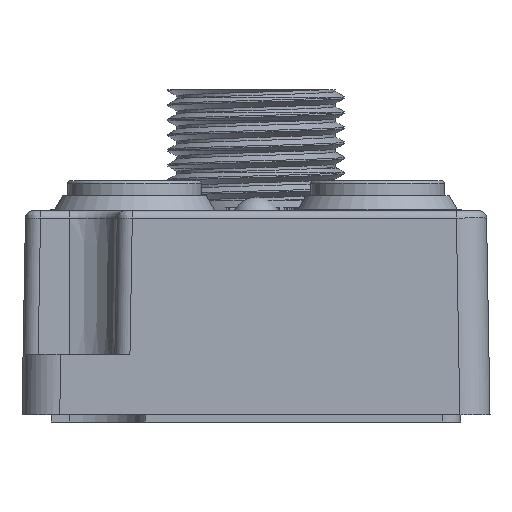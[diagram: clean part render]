
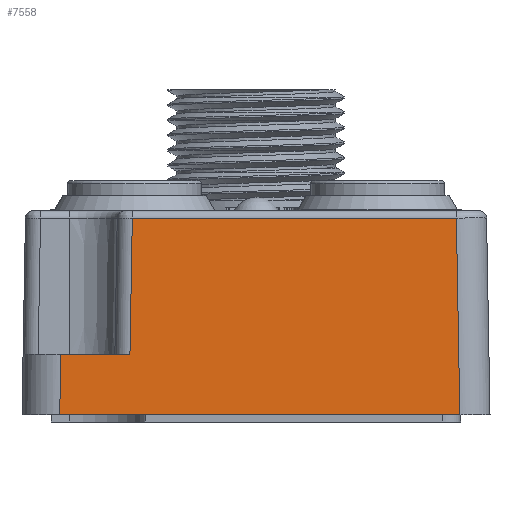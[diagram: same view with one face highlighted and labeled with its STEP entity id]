
A CAD part, front view. The second image highlights one B-rep face of the part: STEP entity #7558.
In plain terms, the highlighted planar face has unit normal (0, -1, 0.018).
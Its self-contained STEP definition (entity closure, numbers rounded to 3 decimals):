
#6573=FACE_OUTER_BOUND('',#12155,.T.);
#7558=ADVANCED_FACE('',(#6573),#8746,.T.);
#8746=PLANE('',#29960);
#12155=EDGE_LOOP('',(#15556,#15557,#15558,#15559,#15560,#15561));
#15556=ORIENTED_EDGE('',*,*,#23750,.T.);
#15557=ORIENTED_EDGE('',*,*,#23769,.T.);
#15558=ORIENTED_EDGE('',*,*,#23770,.T.);
#15559=ORIENTED_EDGE('',*,*,#22962,.F.);
#15560=ORIENTED_EDGE('',*,*,#23771,.T.);
#15561=ORIENTED_EDGE('',*,*,#23772,.T.);
#20642=VERTEX_POINT('',#39205);
#20643=VERTEX_POINT('',#39207);
#21160=VERTEX_POINT('',#42356);
#21162=VERTEX_POINT('',#42359);
#21175=VERTEX_POINT('',#42400);
#21176=VERTEX_POINT('',#42403);
#22962=EDGE_CURVE('',#20642,#20643,#25985,.T.);
#23750=EDGE_CURVE('',#21162,#21160,#26551,.T.);
#23769=EDGE_CURVE('',#21160,#21175,#26564,.T.);
#23770=EDGE_CURVE('',#21175,#20643,#26565,.T.);
#23771=EDGE_CURVE('',#20642,#21176,#26566,.T.);
#23772=EDGE_CURVE('',#21176,#21162,#26567,.T.);
#25985=LINE('',#39206,#27775);
#26551=LINE('',#42358,#28445);
#26564=LINE('',#42399,#28458);
#26565=LINE('',#42401,#28459);
#26566=LINE('',#42402,#28460);
#26567=LINE('',#42404,#28461);
#27775=VECTOR('',#31558,1.);
#28445=VECTOR('',#32682,1.);
#28458=VECTOR('',#32717,1.);
#28459=VECTOR('',#32718,1.);
#28460=VECTOR('',#32719,1.);
#28461=VECTOR('',#32720,1.);
#29960=AXIS2_PLACEMENT_3D('',#42405,#32721,#32722);
#31558=DIRECTION('',(-1.,0.,0.));
#32682=DIRECTION('',(-0.017,-0.017,-1.));
#32717=DIRECTION('',(-1.,0.,0.));
#32718=DIRECTION('',(-0.017,-0.017,-1.));
#32719=DIRECTION('',(-0.017,0.017,1.));
#32720=DIRECTION('',(-1.,0.,0.));
#32721=DIRECTION('',(0.,-1.,0.017));
#32722=DIRECTION('',(0.,0.017,1.));
#39205=CARTESIAN_POINT('',(378.85,-162.036,-13.5));
#39206=CARTESIAN_POINT('',(365.35,-162.036,-13.5));
#39207=CARTESIAN_POINT('',(352.35,-162.036,-13.5));
#42356=CARTESIAN_POINT('',(357.,-161.966,-9.5));
#42358=CARTESIAN_POINT('',(356.933,-162.034,-13.353));
#42359=CARTESIAN_POINT('',(357.157,-161.809,-0.491));
#42399=CARTESIAN_POINT('',(353.,-161.966,-9.5));
#42400=CARTESIAN_POINT('',(352.419,-161.966,-9.5));
#42401=CARTESIAN_POINT('',(352.354,-162.032,-13.276));
#42402=CARTESIAN_POINT('',(378.846,-162.032,-13.267));
#42403=CARTESIAN_POINT('',(378.623,-161.809,-0.491));
#42404=CARTESIAN_POINT('',(365.35,-161.809,-0.491));
#42405=CARTESIAN_POINT('',(365.35,-162.036,-13.5));
